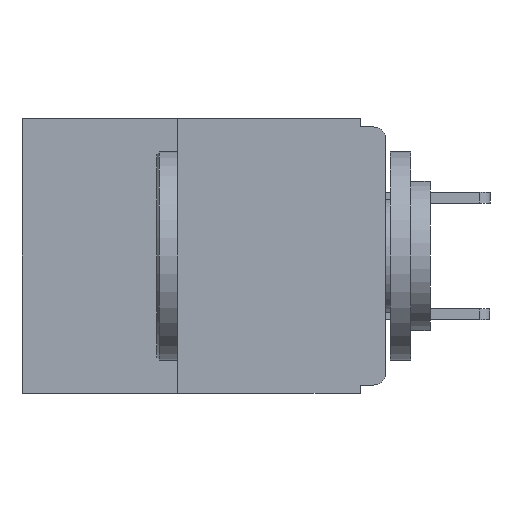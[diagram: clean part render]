
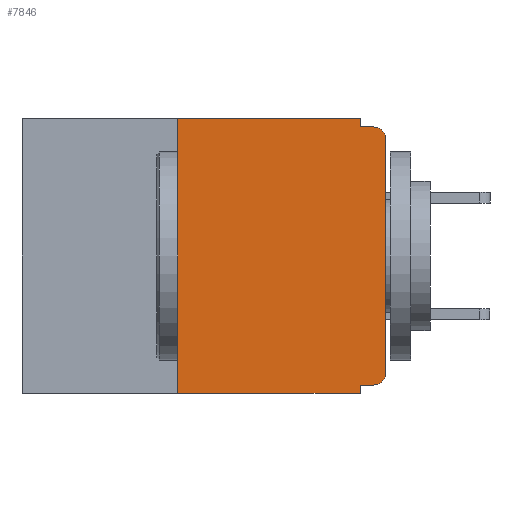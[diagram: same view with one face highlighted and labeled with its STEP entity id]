
A CAD part, left-side view. The second image highlights one B-rep face of the part: STEP entity #7846.
In plain terms, the highlighted planar face has unit normal (-1, 0, 0).
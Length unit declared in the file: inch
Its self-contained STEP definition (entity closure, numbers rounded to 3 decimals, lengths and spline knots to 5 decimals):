
#234 = VECTOR ( 'NONE', #1455, 39.37008 ) ;
#418 = VECTOR ( 'NONE', #8909, 39.37008 ) ;
#426 = DIRECTION ( 'NONE',  ( 0., 0., -1. ) ) ;
#434 = LINE ( 'NONE', #7251, #4078 ) ;
#483 = EDGE_CURVE ( 'NONE', #11884, #7028, #3438, .T. ) ;
#494 = DIRECTION ( 'NONE',  ( 0., -1., 0. ) ) ;
#585 = VERTEX_POINT ( 'NONE', #6827 ) ;
#807 = EDGE_LOOP ( 'NONE', ( #10155, #8574, #7019, #8401, #11185, #2923, #2589, #11426, #7696, #10156 ) ) ;
#1220 = DIRECTION ( 'NONE',  ( -1., 0., 0. ) ) ;
#1455 = DIRECTION ( 'NONE',  ( 0., 0., -1. ) ) ;
#1519 = CARTESIAN_POINT ( 'NONE',  ( 0., 0.031, -0.33 ) ) ;
#2418 = CARTESIAN_POINT ( 'NONE',  ( 0., 0.015, -0.01 ) ) ;
#2419 = PLANE ( 'NONE',  #4206 ) ;
#2589 = ORIENTED_EDGE ( 'NONE', *, *, #10947, .T. ) ;
#2620 = AXIS2_PLACEMENT_3D ( 'NONE', #5121, #1220, #426 ) ;
#2803 = LINE ( 'NONE', #1519, #234 ) ;
#2862 = CARTESIAN_POINT ( 'NONE',  ( 0., 0.437, 0. ) ) ;
#2923 = ORIENTED_EDGE ( 'NONE', *, *, #12402, .F. ) ;
#3143 = CARTESIAN_POINT ( 'NONE',  ( 0., 0., -0.025 ) ) ;
#3269 = EDGE_CURVE ( 'NONE', #7028, #11710, #6257, .T. ) ;
#3438 = LINE ( 'NONE', #2862, #8929 ) ;
#3450 = LINE ( 'NONE', #6052, #5660 ) ;
#3499 = CARTESIAN_POINT ( 'NONE',  ( 0., 0.437, 0. ) ) ;
#3554 = DIRECTION ( 'NONE',  ( 0., 0., -1. ) ) ;
#3790 = CARTESIAN_POINT ( 'NONE',  ( 0., 0., -0.01 ) ) ;
#3975 = DIRECTION ( 'NONE',  ( 0., 0., -1. ) ) ;
#4078 = VECTOR ( 'NONE', #8362, 39.37008 ) ;
#4079 = EDGE_CURVE ( 'NONE', #8547, #7175, #13798, .T. ) ;
#4206 = AXIS2_PLACEMENT_3D ( 'NONE', #3499, #10133, #3554 ) ;
#4361 = VERTEX_POINT ( 'NONE', #9211 ) ;
#4807 = VERTEX_POINT ( 'NONE', #3143 ) ;
#4975 = DIRECTION ( 'NONE',  ( 0., 1., 0. ) ) ;
#5121 = CARTESIAN_POINT ( 'NONE',  ( 0., 0.015, -0.305 ) ) ;
#5133 = LINE ( 'NONE', #13478, #7680 ) ;
#5569 = CIRCLE ( 'NONE', #7542, 0.015 ) ;
#5660 = VECTOR ( 'NONE', #4975, 39.37008 ) ;
#5720 = CARTESIAN_POINT ( 'NONE',  ( 0., 0.015, -0.32 ) ) ;
#5794 = EDGE_CURVE ( 'NONE', #4807, #10921, #5569, .T. ) ;
#5801 = EDGE_CURVE ( 'NONE', #11710, #10921, #8479, .T. ) ;
#6052 = CARTESIAN_POINT ( 'NONE',  ( 0., 0., -0.32 ) ) ;
#6096 = VERTEX_POINT ( 'NONE', #12209 ) ;
#6257 = LINE ( 'NONE', #8956, #418 ) ;
#6288 = DIRECTION ( 'NONE',  ( 0., -1., 0. ) ) ;
#6333 = DIRECTION ( 'NONE',  ( -1., 0., 0. ) ) ;
#6364 = CARTESIAN_POINT ( 'NONE',  ( 0., 0.015, -0.025 ) ) ;
#6428 = CARTESIAN_POINT ( 'NONE',  ( 0., 0.25, 0. ) ) ;
#6444 = DIRECTION ( 'NONE',  ( 0., 0., 1. ) ) ;
#6476 = EDGE_CURVE ( 'NONE', #585, #4361, #2803, .T. ) ;
#6827 = CARTESIAN_POINT ( 'NONE',  ( 0., 0.031, -0.32 ) ) ;
#7019 = ORIENTED_EDGE ( 'NONE', *, *, #5801, .F. ) ;
#7028 = VERTEX_POINT ( 'NONE', #8648 ) ;
#7131 = CARTESIAN_POINT ( 'NONE',  ( 0., 0.031, -0.01 ) ) ;
#7175 = VERTEX_POINT ( 'NONE', #7216 ) ;
#7216 = CARTESIAN_POINT ( 'NONE',  ( 0., 0., -0.305 ) ) ;
#7251 = CARTESIAN_POINT ( 'NONE',  ( 0., 0.25, -0.33 ) ) ;
#7542 = AXIS2_PLACEMENT_3D ( 'NONE', #6364, #6333, #3975 ) ;
#7680 = VECTOR ( 'NONE', #9052, 39.37008 ) ;
#7696 = ORIENTED_EDGE ( 'NONE', *, *, #8062, .F. ) ;
#7846 = ADVANCED_FACE ( 'NONE', ( #8765 ), #2419, .F. ) ;
#8062 = EDGE_CURVE ( 'NONE', #8547, #585, #3450, .T. ) ;
#8362 = DIRECTION ( 'NONE',  ( 0., 0., 1. ) ) ;
#8401 = ORIENTED_EDGE ( 'NONE', *, *, #3269, .F. ) ;
#8479 = LINE ( 'NONE', #3790, #13982 ) ;
#8547 = VERTEX_POINT ( 'NONE', #5720 ) ;
#8574 = ORIENTED_EDGE ( 'NONE', *, *, #5794, .T. ) ;
#8648 = CARTESIAN_POINT ( 'NONE',  ( 0., 0.031, 0. ) ) ;
#8765 = FACE_OUTER_BOUND ( 'NONE', #807, .T. ) ;
#8909 = DIRECTION ( 'NONE',  ( 0., 0., -1. ) ) ;
#8929 = VECTOR ( 'NONE', #494, 39.37008 ) ;
#8956 = CARTESIAN_POINT ( 'NONE',  ( 0., 0.031, 0. ) ) ;
#9052 = DIRECTION ( 'NONE',  ( 0., -1., 0. ) ) ;
#9211 = CARTESIAN_POINT ( 'NONE',  ( 0., 0.031, -0.33 ) ) ;
#9423 = LINE ( 'NONE', #14116, #11677 ) ;
#10133 = DIRECTION ( 'NONE',  ( 1., 0., 0. ) ) ;
#10155 = ORIENTED_EDGE ( 'NONE', *, *, #11324, .T. ) ;
#10156 = ORIENTED_EDGE ( 'NONE', *, *, #4079, .T. ) ;
#10921 = VERTEX_POINT ( 'NONE', #2418 ) ;
#10947 = EDGE_CURVE ( 'NONE', #6096, #4361, #5133, .T. ) ;
#11185 = ORIENTED_EDGE ( 'NONE', *, *, #483, .F. ) ;
#11324 = EDGE_CURVE ( 'NONE', #7175, #4807, #9423, .T. ) ;
#11426 = ORIENTED_EDGE ( 'NONE', *, *, #6476, .F. ) ;
#11677 = VECTOR ( 'NONE', #6444, 39.37008 ) ;
#11710 = VERTEX_POINT ( 'NONE', #7131 ) ;
#11884 = VERTEX_POINT ( 'NONE', #6428 ) ;
#12209 = CARTESIAN_POINT ( 'NONE',  ( 0., 0.25, -0.33 ) ) ;
#12402 = EDGE_CURVE ( 'NONE', #6096, #11884, #434, .T. ) ;
#13478 = CARTESIAN_POINT ( 'NONE',  ( 0., 0.437, -0.33 ) ) ;
#13798 = CIRCLE ( 'NONE', #2620, 0.015 ) ;
#13982 = VECTOR ( 'NONE', #6288, 39.37008 ) ;
#14116 = CARTESIAN_POINT ( 'NONE',  ( 0., 0., 0. ) ) ;
